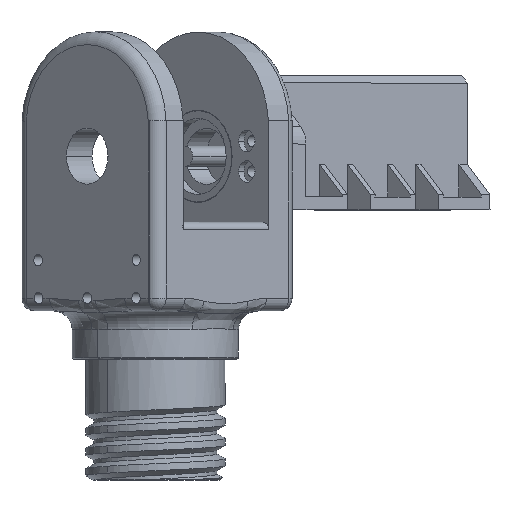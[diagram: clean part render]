
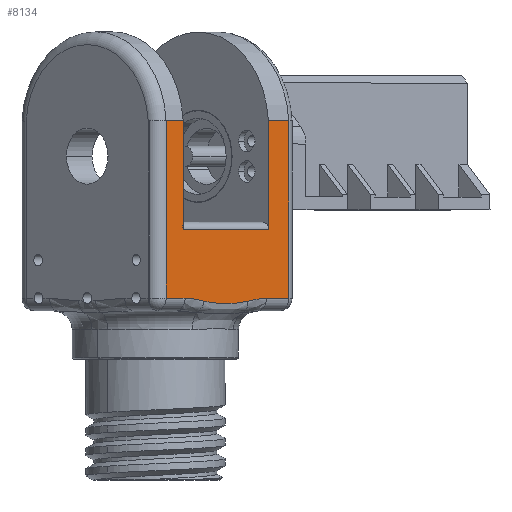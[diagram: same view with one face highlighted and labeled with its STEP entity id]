
A CAD part, top view. The second image highlights one B-rep face of the part: STEP entity #8134.
In plain terms, the highlighted planar face has unit normal (0.74, 0, 0.672).
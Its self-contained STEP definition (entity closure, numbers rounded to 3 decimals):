
#105 = DIRECTION ( 'NONE',  ( 0., -1., 0. ) ) ;
#168 = FACE_OUTER_BOUND ( 'NONE', #6848, .T. ) ;
#174 = DIRECTION ( 'NONE',  ( 0.672, 0., -0.74 ) ) ;
#558 = CARTESIAN_POINT ( 'NONE',  ( 2.027, 181.172, 57.037 ) ) ;
#567 = EDGE_CURVE ( 'NONE', #11026, #6100, #4847, .T. ) ;
#674 = CARTESIAN_POINT ( 'NONE',  ( 10.193, 109.957, 48.04 ) ) ;
#845 = VERTEX_POINT ( 'NONE', #5747 ) ;
#1005 = LINE ( 'NONE', #2650, #6723 ) ;
#1092 = CARTESIAN_POINT ( 'NONE',  ( 10.193, 109.957, 48.04 ) ) ;
#1093 = CARTESIAN_POINT ( 'NONE',  ( 52.435, 111.172, 1.503 ) ) ;
#1154 = DIRECTION ( 'NONE',  ( -0.672, 0., 0.74 ) ) ;
#1224 = EDGE_CURVE ( 'NONE', #7079, #2124, #9613, .T. ) ;
#1312 = DIRECTION ( 'NONE',  ( 0., 1., 0. ) ) ;
#1373 = CARTESIAN_POINT ( 'NONE',  ( 43.698, 181.172, 11.129 ) ) ;
#1535 = LINE ( 'NONE', #3785, #1882 ) ;
#1764 = ORIENTED_EDGE ( 'NONE', *, *, #10089, .T. ) ;
#1848 = EDGE_CURVE ( 'NONE', #2124, #5805, #6305, .T. ) ;
#1880 = DIRECTION ( 'NONE',  ( -0.672, 0., 0.74 ) ) ;
#1882 = VECTOR ( 'NONE', #10230, 1000. ) ;
#2000 = CARTESIAN_POINT ( 'NONE',  ( 18.83, 108.9, 38.526 ) ) ;
#2095 = CARTESIAN_POINT ( 'NONE',  ( 43.698, 111.172, 11.129 ) ) ;
#2124 = VERTEX_POINT ( 'NONE', #11109 ) ;
#2223 = CARTESIAN_POINT ( 'NONE',  ( 26.746, 109.769, 29.804 ) ) ;
#2282 = CARTESIAN_POINT ( 'NONE',  ( 2.027, 216.172, 57.037 ) ) ;
#2334 = ORIENTED_EDGE ( 'NONE', *, *, #5491, .T. ) ;
#2383 = CARTESIAN_POINT ( 'NONE',  ( 5.285, 111.172, 53.448 ) ) ;
#2458 = ORIENTED_EDGE ( 'NONE', *, *, #4839, .T. ) ;
#2488 = B_SPLINE_CURVE_WITH_KNOTS ( 'NONE', 3,
 ( #1092, #4582, #6358, #3722, #8058, #9844, #2000, #5494, #8116, #10758, #3025, #2223, #9149 ),
 .UNSPECIFIED., .F., .F.,
 ( 4, 2, 2, 1, 2, 2, 4 ),
 ( 0., 0.003, 0.006, 0.013, 0.019, 0.022, 0.026 ),
 .UNSPECIFIED. ) ;
#2603 = VERTEX_POINT ( 'NONE', #4108 ) ;
#2650 = CARTESIAN_POINT ( 'NONE',  ( 42.354, 181.172, 12.61 ) ) ;
#2920 = ORIENTED_EDGE ( 'NONE', *, *, #5498, .T. ) ;
#2980 = VERTEX_POINT ( 'NONE', #558 ) ;
#2989 = ORIENTED_EDGE ( 'NONE', *, *, #4238, .T. ) ;
#2990 = CARTESIAN_POINT ( 'NONE',  ( 34.873, 111.172, 20.851 ) ) ;
#3025 = CARTESIAN_POINT ( 'NONE',  ( 26.026, 109.622, 30.597 ) ) ;
#3125 = ORIENTED_EDGE ( 'NONE', *, *, #1848, .T. ) ;
#3193 = LINE ( 'NONE', #2282, #5926 ) ;
#3447 = CARTESIAN_POINT ( 'NONE',  ( 52.435, 111.172, 1.503 ) ) ;
#3488 = ORIENTED_EDGE ( 'NONE', *, *, #11312, .T. ) ;
#3696 = EDGE_CURVE ( 'NONE', #6100, #7079, #2488, .T. ) ;
#3722 = CARTESIAN_POINT ( 'NONE',  ( 13.072, 109.375, 44.869 ) ) ;
#3785 = CARTESIAN_POINT ( 'NONE',  ( 52.435, 138.172, 1.503 ) ) ;
#4108 = CARTESIAN_POINT ( 'NONE',  ( 2.027, 138.172, 57.037 ) ) ;
#4238 = EDGE_CURVE ( 'NONE', #11291, #2603, #1535, .T. ) ;
#4340 = AXIS2_PLACEMENT_3D ( 'NONE', #10585, #4350, #1880 ) ;
#4350 = DIRECTION ( 'NONE',  ( -0.74, 0., -0.672 ) ) ;
#4582 = CARTESIAN_POINT ( 'NONE',  ( 10.913, 109.769, 47.247 ) ) ;
#4697 = LINE ( 'NONE', #8934, #5006 ) ;
#4824 = CARTESIAN_POINT ( 'NONE',  ( 29.918, 110.596, 26.31 ) ) ;
#4839 = EDGE_CURVE ( 'NONE', #10534, #11026, #7845, .T. ) ;
#4844 = CARTESIAN_POINT ( 'NONE',  ( 10.193, 109.957, 48.04 ) ) ;
#4847 = B_SPLINE_CURVE_WITH_KNOTS ( 'NONE', 3,
 ( #10223, #2383, #9367, #674 ),
 .UNSPECIFIED., .F., .F.,
 ( 4, 4 ),
 ( 0., 0.011 ),
 .UNSPECIFIED. ) ;
#4979 = EDGE_CURVE ( 'NONE', #5395, #10260, #4697, .T. ) ;
#5006 = VECTOR ( 'NONE', #1154, 1000. ) ;
#5223 = DIRECTION ( 'NONE',  ( 0.672, 0., -0.74 ) ) ;
#5395 = VERTEX_POINT ( 'NONE', #8923 ) ;
#5491 = EDGE_CURVE ( 'NONE', #5805, #5395, #5713, .T. ) ;
#5494 = CARTESIAN_POINT ( 'NONE',  ( 21.708, 109.046, 35.354 ) ) ;
#5498 = EDGE_CURVE ( 'NONE', #2603, #2980, #3193, .T. ) ;
#5608 = VECTOR ( 'NONE', #105, 1000. ) ;
#5640 = LINE ( 'NONE', #7242, #10029 ) ;
#5678 = CARTESIAN_POINT ( 'NONE',  ( -4.694, 111.172, 64.442 ) ) ;
#5713 = LINE ( 'NONE', #1373, #9211 ) ;
#5747 = CARTESIAN_POINT ( 'NONE',  ( -4.694, 181.172, 64.442 ) ) ;
#5805 = VERTEX_POINT ( 'NONE', #2095 ) ;
#5920 = ORIENTED_EDGE ( 'NONE', *, *, #3696, .T. ) ;
#5926 = VECTOR ( 'NONE', #8397, 1000. ) ;
#6100 = VERTEX_POINT ( 'NONE', #4844 ) ;
#6119 = CARTESIAN_POINT ( 'NONE',  ( 35.632, 141.172, 20.015 ) ) ;
#6305 = LINE ( 'NONE', #1093, #9563 ) ;
#6332 = DIRECTION ( 'NONE',  ( 0., -1., 0. ) ) ;
#6358 = CARTESIAN_POINT ( 'NONE',  ( 11.633, 109.622, 46.454 ) ) ;
#6723 = VECTOR ( 'NONE', #9475, 1000. ) ;
#6848 = EDGE_LOOP ( 'NONE', ( #3125, #2334, #7475, #8665, #2989, #2920, #1764, #3488, #2458, #11258, #5920, #8652 ) ) ;
#7079 = VERTEX_POINT ( 'NONE', #9783 ) ;
#7148 = PLANE ( 'NONE',  #4340 ) ;
#7242 = CARTESIAN_POINT ( 'NONE',  ( -4.694, 106.172, 64.442 ) ) ;
#7475 = ORIENTED_EDGE ( 'NONE', *, *, #4979, .T. ) ;
#7845 = LINE ( 'NONE', #3447, #7913 ) ;
#7913 = VECTOR ( 'NONE', #5223, 1000. ) ;
#8058 = CARTESIAN_POINT ( 'NONE',  ( 13.792, 109.278, 44.076 ) ) ;
#8116 = CARTESIAN_POINT ( 'NONE',  ( 23.867, 109.278, 32.976 ) ) ;
#8134 = ADVANCED_FACE ( 'NONE', ( #168 ), #7148, .F. ) ;
#8397 = DIRECTION ( 'NONE',  ( 0., 1., 0. ) ) ;
#8623 = LINE ( 'NONE', #6119, #5608 ) ;
#8652 = ORIENTED_EDGE ( 'NONE', *, *, #1224, .T. ) ;
#8665 = ORIENTED_EDGE ( 'NONE', *, *, #9189, .T. ) ;
#8734 = CARTESIAN_POINT ( 'NONE',  ( 2.786, 111.172, 56.201 ) ) ;
#8923 = CARTESIAN_POINT ( 'NONE',  ( 43.698, 181.172, 11.129 ) ) ;
#8934 = CARTESIAN_POINT ( 'NONE',  ( 86.041, 181.172, -35.519 ) ) ;
#8995 = CARTESIAN_POINT ( 'NONE',  ( 27.466, 109.957, 29.012 ) ) ;
#9054 = CARTESIAN_POINT ( 'NONE',  ( 35.632, 181.172, 20.015 ) ) ;
#9149 = CARTESIAN_POINT ( 'NONE',  ( 27.466, 109.957, 29.012 ) ) ;
#9189 = EDGE_CURVE ( 'NONE', #10260, #11291, #8623, .T. ) ;
#9211 = VECTOR ( 'NONE', #1312, 1000. ) ;
#9226 = CARTESIAN_POINT ( 'NONE',  ( 32.374, 111.172, 23.604 ) ) ;
#9367 = CARTESIAN_POINT ( 'NONE',  ( 7.741, 110.596, 50.741 ) ) ;
#9475 = DIRECTION ( 'NONE',  ( -0.672, 0., 0.74 ) ) ;
#9563 = VECTOR ( 'NONE', #174, 1000. ) ;
#9613 = B_SPLINE_CURVE_WITH_KNOTS ( 'NONE', 3,
 ( #8995, #4824, #9226, #2990 ),
 .UNSPECIFIED., .F., .F.,
 ( 4, 4 ),
 ( 0., 0.011 ),
 .UNSPECIFIED. ) ;
#9783 = CARTESIAN_POINT ( 'NONE',  ( 27.466, 109.957, 29.012 ) ) ;
#9844 = CARTESIAN_POINT ( 'NONE',  ( 15.951, 109.046, 41.697 ) ) ;
#10029 = VECTOR ( 'NONE', #6332, 1000. ) ;
#10089 = EDGE_CURVE ( 'NONE', #2980, #845, #1005, .T. ) ;
#10223 = CARTESIAN_POINT ( 'NONE',  ( 2.786, 111.172, 56.201 ) ) ;
#10230 = DIRECTION ( 'NONE',  ( -0.672, 0., 0.74 ) ) ;
#10260 = VERTEX_POINT ( 'NONE', #9054 ) ;
#10534 = VERTEX_POINT ( 'NONE', #5678 ) ;
#10585 = CARTESIAN_POINT ( 'NONE',  ( 52.435, 106.172, 1.503 ) ) ;
#10677 = CARTESIAN_POINT ( 'NONE',  ( 35.632, 138.172, 20.015 ) ) ;
#10758 = CARTESIAN_POINT ( 'NONE',  ( 24.587, 109.375, 32.183 ) ) ;
#11026 = VERTEX_POINT ( 'NONE', #8734 ) ;
#11109 = CARTESIAN_POINT ( 'NONE',  ( 34.873, 111.172, 20.851 ) ) ;
#11258 = ORIENTED_EDGE ( 'NONE', *, *, #567, .T. ) ;
#11291 = VERTEX_POINT ( 'NONE', #10677 ) ;
#11312 = EDGE_CURVE ( 'NONE', #845, #10534, #5640, .T. ) ;
